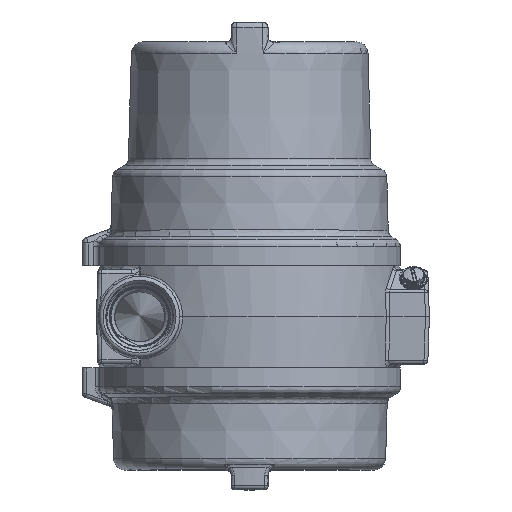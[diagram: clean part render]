
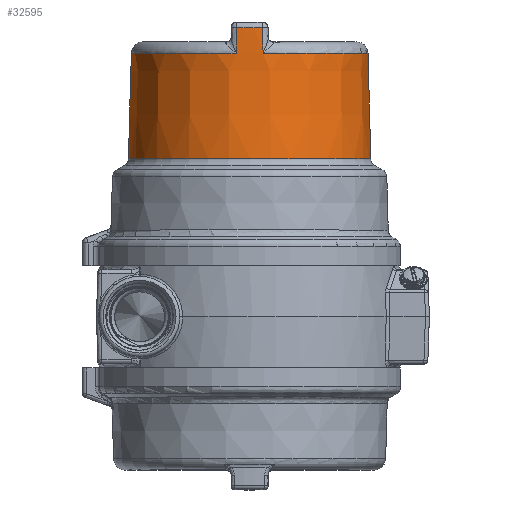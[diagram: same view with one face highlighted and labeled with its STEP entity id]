
A CAD part, top view. The second image highlights one B-rep face of the part: STEP entity #32595.
In plain terms, the highlighted conical face has half-angle 1.5 degrees and reference radius 48.397 mm.
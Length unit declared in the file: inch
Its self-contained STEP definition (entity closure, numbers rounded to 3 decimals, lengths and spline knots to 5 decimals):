
#626=CONICAL_SURFACE('',#35179,1.90537,0.026);
#1871=LINE('',#85945,#4329);
#4329=VECTOR('',#40185,1.90537);
#7768=FACE_OUTER_BOUND('',#9742,.T.);
#9742=EDGE_LOOP('',(#26947,#26948,#26949,#26950,#26951,#26952,#26953,#26954,
#26955,#26956,#26957,#26958,#26959,#26960));
#11254=CIRCLE('',#35169,1.88343);
#11261=CIRCLE('',#35180,1.88343);
#11262=CIRCLE('',#35181,1.87285);
#11263=CIRCLE('',#35182,1.87285);
#11264=CIRCLE('',#35183,1.88343);
#11265=CIRCLE('',#35184,1.92732);
#11266=CIRCLE('',#35185,1.92732);
#11267=CIRCLE('',#35186,1.92732);
#12300=B_SPLINE_CURVE_WITH_KNOTS('',3,(#85829,#85830,#85831,#85832),
 .UNSPECIFIED.,.F.,.F.,(4,4),(-1.02599,0.),.UNSPECIFIED.);
#12305=B_SPLINE_CURVE_WITH_KNOTS('',3,(#85886,#85887,#85888,#85889),
 .UNSPECIFIED.,.F.,.F.,(4,4),(-5.51711,-4.49111),
 .UNSPECIFIED.);
#12307=B_SPLINE_CURVE_WITH_KNOTS('',3,(#85932,#85933,#85934,#85935),
 .UNSPECIFIED.,.F.,.F.,(4,4),(0.,1.02599),.UNSPECIFIED.);
#12308=B_SPLINE_CURVE_WITH_KNOTS('',3,(#85939,#85940,#85941,#85942),
 .UNSPECIFIED.,.F.,.F.,(4,4),(4.49111,5.51711),
 .UNSPECIFIED.);
#14780=VERTEX_POINT('',#85575);
#14789=VERTEX_POINT('',#85746);
#14794=VERTEX_POINT('',#85828);
#14798=VERTEX_POINT('',#85847);
#14800=VERTEX_POINT('',#85884);
#14804=VERTEX_POINT('',#85928);
#14805=VERTEX_POINT('',#85931);
#14806=VERTEX_POINT('',#85936);
#14807=VERTEX_POINT('',#85938);
#14808=VERTEX_POINT('',#85944);
#14809=VERTEX_POINT('',#85946);
#14810=VERTEX_POINT('',#85948);
#19050=EDGE_CURVE('',#14780,#14794,#12300,.T.);
#19056=EDGE_CURVE('',#14798,#14780,#11254,.T.);
#19059=EDGE_CURVE('',#14800,#14789,#12305,.T.);
#19068=EDGE_CURVE('',#14789,#14804,#11261,.T.);
#19069=EDGE_CURVE('',#14800,#14794,#11262,.T.);
#19070=EDGE_CURVE('',#14805,#14798,#12307,.T.);
#19071=EDGE_CURVE('',#14806,#14805,#11263,.T.);
#19072=EDGE_CURVE('',#14807,#14806,#12308,.T.);
#19073=EDGE_CURVE('',#14804,#14807,#11264,.T.);
#19074=EDGE_CURVE('',#14804,#14808,#1871,.T.);
#19075=EDGE_CURVE('',#14808,#14809,#11265,.T.);
#19076=EDGE_CURVE('',#14809,#14810,#11266,.T.);
#19077=EDGE_CURVE('',#14810,#14808,#11267,.T.);
#26947=ORIENTED_EDGE('',*,*,#19068,.F.);
#26948=ORIENTED_EDGE('',*,*,#19059,.F.);
#26949=ORIENTED_EDGE('',*,*,#19069,.T.);
#26950=ORIENTED_EDGE('',*,*,#19050,.F.);
#26951=ORIENTED_EDGE('',*,*,#19056,.F.);
#26952=ORIENTED_EDGE('',*,*,#19070,.F.);
#26953=ORIENTED_EDGE('',*,*,#19071,.F.);
#26954=ORIENTED_EDGE('',*,*,#19072,.F.);
#26955=ORIENTED_EDGE('',*,*,#19073,.F.);
#26956=ORIENTED_EDGE('',*,*,#19074,.T.);
#26957=ORIENTED_EDGE('',*,*,#19075,.T.);
#26958=ORIENTED_EDGE('',*,*,#19076,.T.);
#26959=ORIENTED_EDGE('',*,*,#19077,.T.);
#26960=ORIENTED_EDGE('',*,*,#19074,.F.);
#32595=ADVANCED_FACE('',(#7768),#626,.T.);
#35169=AXIS2_PLACEMENT_3D('',#85858,#40153,#40154);
#35179=AXIS2_PLACEMENT_3D('',#85927,#40175,#40176);
#35180=AXIS2_PLACEMENT_3D('',#85929,#40177,#40178);
#35181=AXIS2_PLACEMENT_3D('',#85930,#40179,#40180);
#35182=AXIS2_PLACEMENT_3D('',#85937,#40181,#40182);
#35183=AXIS2_PLACEMENT_3D('',#85943,#40183,#40184);
#35184=AXIS2_PLACEMENT_3D('',#85947,#40186,#40187);
#35185=AXIS2_PLACEMENT_3D('',#85949,#40188,#40189);
#35186=AXIS2_PLACEMENT_3D('',#85950,#40190,#40191);
#40153=DIRECTION('center_axis',(0.,1.,0.));
#40154=DIRECTION('ref_axis',(1.,0.,0.));
#40175=DIRECTION('center_axis',(0.,-1.,0.));
#40176=DIRECTION('ref_axis',(-1.,0.,0.));
#40177=DIRECTION('center_axis',(0.,1.,0.));
#40178=DIRECTION('ref_axis',(1.,0.,0.));
#40179=DIRECTION('center_axis',(0.,-1.,0.));
#40180=DIRECTION('ref_axis',(0.165,0.,0.986));
#40181=DIRECTION('center_axis',(0.,1.,0.));
#40182=DIRECTION('ref_axis',(0.165,0.,-0.986));
#40183=DIRECTION('center_axis',(0.,1.,0.));
#40184=DIRECTION('ref_axis',(1.,0.,0.));
#40185=DIRECTION('',(0.026,-1.,0.));
#40186=DIRECTION('center_axis',(0.,1.,0.));
#40187=DIRECTION('ref_axis',(1.,0.,0.));
#40188=DIRECTION('center_axis',(0.,1.,0.));
#40189=DIRECTION('ref_axis',(1.,0.,0.));
#40190=DIRECTION('center_axis',(0.,1.,0.));
#40191=DIRECTION('ref_axis',(1.,0.,0.));
#85575=CARTESIAN_POINT('',(-0.21312,3.44241,1.87133));
#85746=CARTESIAN_POINT('',(0.21312,3.44241,1.87133));
#85828=CARTESIAN_POINT('',(-0.21135,3.8462,1.86089));
#85829=CARTESIAN_POINT('Ctrl Pts',(-0.21312,3.44241,
1.87133));
#85830=CARTESIAN_POINT('Ctrl Pts',(-0.21253,3.57701,
1.86785));
#85831=CARTESIAN_POINT('Ctrl Pts',(-0.21194,3.71161,
1.86437));
#85832=CARTESIAN_POINT('Ctrl Pts',(-0.21135,3.8462,
1.86089));
#85847=CARTESIAN_POINT('',(-0.21312,3.44241,-1.87133));
#85858=CARTESIAN_POINT('Origin',(0.,3.44241,0.));
#85884=CARTESIAN_POINT('',(0.21135,3.8462,1.86089));
#85886=CARTESIAN_POINT('Ctrl Pts',(0.21135,3.8462,1.86089));
#85887=CARTESIAN_POINT('Ctrl Pts',(0.21194,3.71161,1.86437));
#85888=CARTESIAN_POINT('Ctrl Pts',(0.21253,3.57701,1.86785));
#85889=CARTESIAN_POINT('Ctrl Pts',(0.21312,3.44241,1.87133));
#85927=CARTESIAN_POINT('Origin',(0.,2.60428,0.));
#85928=CARTESIAN_POINT('',(1.88343,3.44241,0.));
#85929=CARTESIAN_POINT('Origin',(0.,3.44241,0.));
#85930=CARTESIAN_POINT('Origin',(0.,3.8462,
0.));
#85931=CARTESIAN_POINT('',(-0.21135,3.8462,-1.86089));
#85932=CARTESIAN_POINT('Ctrl Pts',(-0.21135,3.8462,
-1.86089));
#85933=CARTESIAN_POINT('Ctrl Pts',(-0.21194,3.71161,
-1.86437));
#85934=CARTESIAN_POINT('Ctrl Pts',(-0.21253,3.57701,
-1.86785));
#85935=CARTESIAN_POINT('Ctrl Pts',(-0.21312,3.44241,
-1.87133));
#85936=CARTESIAN_POINT('',(0.21135,3.8462,-1.86089));
#85937=CARTESIAN_POINT('Origin',(0.,3.8462,
0.));
#85938=CARTESIAN_POINT('',(0.21312,3.44241,-1.87133));
#85939=CARTESIAN_POINT('Ctrl Pts',(0.21312,3.44241,-1.87133));
#85940=CARTESIAN_POINT('Ctrl Pts',(0.21253,3.57701,-1.86785));
#85941=CARTESIAN_POINT('Ctrl Pts',(0.21194,3.71161,-1.86437));
#85942=CARTESIAN_POINT('Ctrl Pts',(0.21135,3.8462,-1.86089));
#85943=CARTESIAN_POINT('Origin',(0.,3.44241,0.));
#85944=CARTESIAN_POINT('',(1.92732,1.76616,0.));
#85945=CARTESIAN_POINT('',(1.90537,2.60428,0.));
#85946=CARTESIAN_POINT('',(0.,1.76616,-1.92732));
#85947=CARTESIAN_POINT('Origin',(0.,1.76616,0.));
#85948=CARTESIAN_POINT('',(-1.92732,1.76616,0.));
#85949=CARTESIAN_POINT('Origin',(0.,1.76616,0.));
#85950=CARTESIAN_POINT('Origin',(0.,1.76616,0.));
